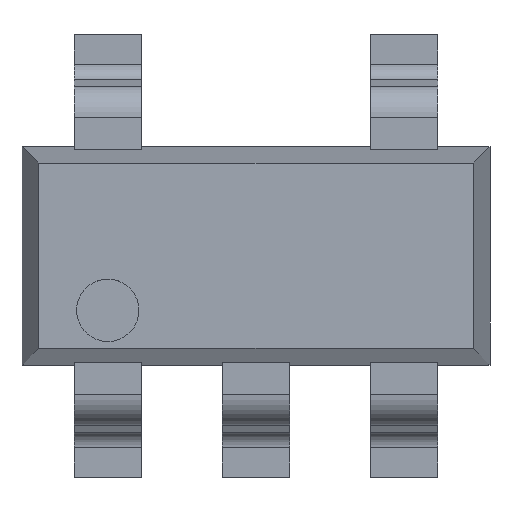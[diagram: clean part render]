
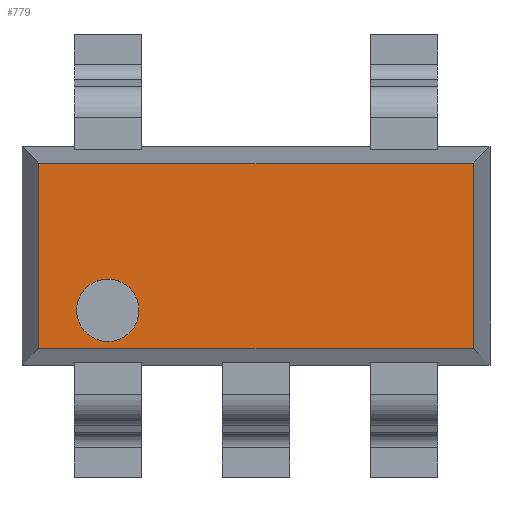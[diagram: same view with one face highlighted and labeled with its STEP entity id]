
A CAD part, top view. The second image highlights one B-rep face of the part: STEP entity #779.
In plain terms, the highlighted planar face has unit normal (0, 0, 1).
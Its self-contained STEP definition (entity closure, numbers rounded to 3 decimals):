
#84=CARTESIAN_POINT('',(-0.95,-0.55,1.1));
#85=VERTEX_POINT('',#84);
#86=CARTESIAN_POINT('',(-0.95,-0.35,1.1));
#87=DIRECTION('',(0.0,0.0,1.0));
#88=DIRECTION('',(0.0,-1.0,0.0));
#89=AXIS2_PLACEMENT_3D('',#86,#87,#88);
#90=CIRCLE('',#89,0.2);
#91=EDGE_CURVE('',#85,#85,#90,.T.);
#527=CARTESIAN_POINT('',(-1.394,0.594,1.1));
#528=VERTEX_POINT('',#527);
#535=CARTESIAN_POINT('',(1.394,0.594,1.1));
#536=VERTEX_POINT('',#535);
#537=CARTESIAN_POINT('',(-1.394,0.594,1.1));
#538=DIRECTION('',(1.0,0.0,0.0));
#539=VECTOR('',#538,2.788);
#540=LINE('',#537,#539);
#541=EDGE_CURVE('',#528,#536,#540,.T.);
#688=CARTESIAN_POINT('',(1.394,-0.594,1.1));
#689=VERTEX_POINT('',#688);
#696=CARTESIAN_POINT('',(-1.394,-0.594,1.1));
#697=VERTEX_POINT('',#696);
#698=CARTESIAN_POINT('',(1.394,-0.594,1.1));
#699=DIRECTION('',(-1.0,0.0,0.0));
#700=VECTOR('',#699,2.788);
#701=LINE('',#698,#700);
#702=EDGE_CURVE('',#689,#697,#701,.T.);
#727=CARTESIAN_POINT('',(-1.394,-0.594,1.1));
#728=DIRECTION('',(0.0,1.0,0.0));
#729=VECTOR('',#728,1.188);
#730=LINE('',#727,#729);
#731=EDGE_CURVE('',#697,#528,#730,.T.);
#749=CARTESIAN_POINT('',(1.394,0.594,1.1));
#750=DIRECTION('',(0.0,-1.0,0.0));
#751=VECTOR('',#750,1.188);
#752=LINE('',#749,#751);
#753=EDGE_CURVE('',#536,#689,#752,.T.);
#765=CARTESIAN_POINT('',(0.0,0.,1.1));
#766=DIRECTION('',(0.0,0.0,1.0));
#767=DIRECTION('',(0.0,-1.0,0.0));
#768=AXIS2_PLACEMENT_3D('',#765,#766,#767);
#769=PLANE('',#768);
#770=ORIENTED_EDGE('',*,*,#731,.F.);
#771=ORIENTED_EDGE('',*,*,#702,.F.);
#772=ORIENTED_EDGE('',*,*,#753,.F.);
#773=ORIENTED_EDGE('',*,*,#541,.F.);
#774=EDGE_LOOP('',(#770,#771,#772,#773));
#775=FACE_OUTER_BOUND('',#774,.T.);
#776=ORIENTED_EDGE('',*,*,#91,.F.);
#777=EDGE_LOOP('',(#776));
#778=FACE_BOUND('',#777,.T.);
#779=ADVANCED_FACE('',(#775,#778),#769,.T.);
